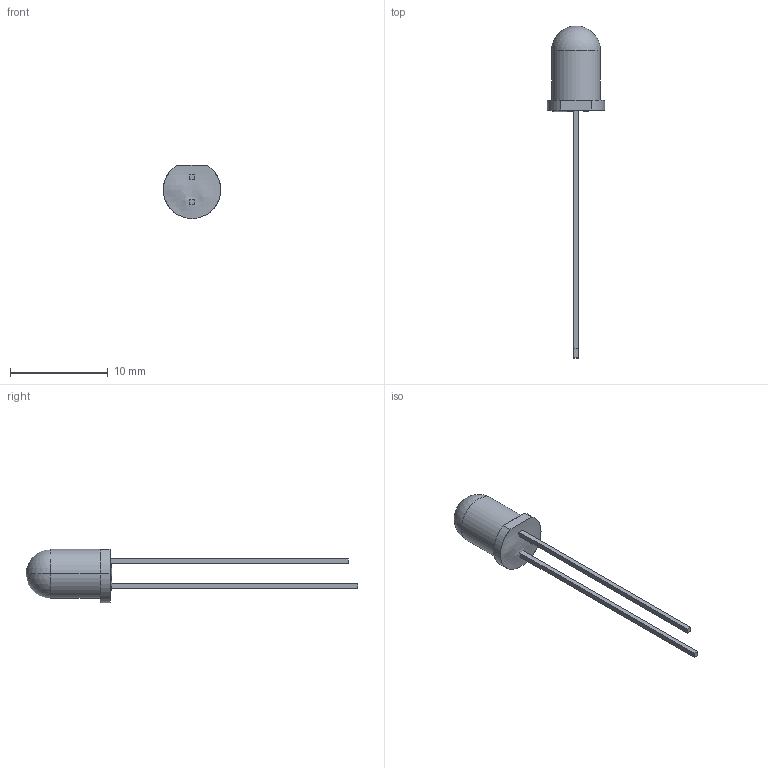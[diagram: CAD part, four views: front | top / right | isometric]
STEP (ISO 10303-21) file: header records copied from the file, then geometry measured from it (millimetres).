
FILE_DESCRIPTION (( 'STEP AP203' ), '1' );
FILE_NAME ('VAOL led 5XXX - .197 radius.STEP', '2017-03-04T00:00:30', ( '' ), ( '' ), 'SwSTEP 2.0', 'SolidWorks 2016', '' );
FILE_SCHEMA (( 'CONFIG_CONTROL_DESIGN' ));
Length unit declared in the file: inch
Products named in the file (1): VAOL led 5XXX - .197 radius
Bounding box: 5.89 x 34.01 x 5.45 mm (x, y, z)
Surface area: 272.8 mm2 (no closed solid volume)
Topology: 0 solids, 4 shells, 20 faces, 52 edges, 34 vertices
Faces by surface type: plane 12, cylinder 5, sphere 2, bspline 1
Entity records: 1246 total; most frequent: CARTESIAN_POINT 700, DIRECTION 102, ORIENTED_EDGE 82, EDGE_CURVE 48, LINE 34, VECTOR 34, AXIS2_PLACEMENT_3D 34, VERTEX_POINT 32
